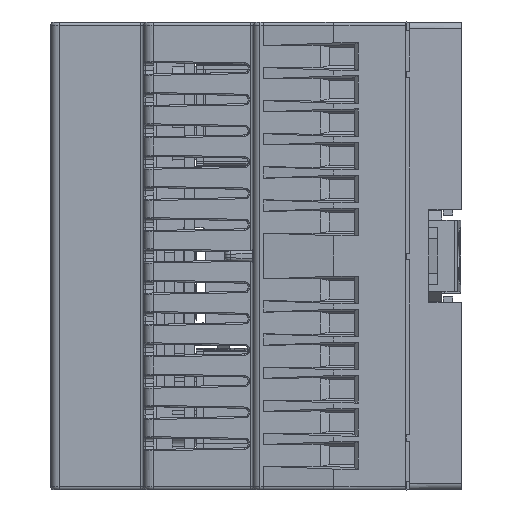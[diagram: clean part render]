
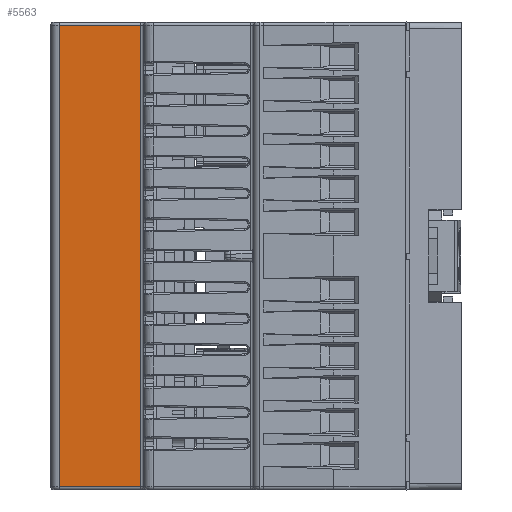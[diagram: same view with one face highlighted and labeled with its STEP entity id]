
A CAD part, left-side view. The second image highlights one B-rep face of the part: STEP entity #5563.
In plain terms, the highlighted planar face has unit normal (-0.999, 0.035, 0).
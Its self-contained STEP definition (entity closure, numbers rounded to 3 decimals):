
#5563=ADVANCED_FACE('',(#7615),#6708,.T.);
#6708=PLANE('',#40686);
#7615=FACE_OUTER_BOUND('',#9232,.T.);
#9232=EDGE_LOOP('',(#14908,#14909,#14910,#14911));
#14908=ORIENTED_EDGE('',*,*,#27717,.T.);
#14909=ORIENTED_EDGE('',*,*,#27706,.T.);
#14910=ORIENTED_EDGE('',*,*,#27714,.T.);
#14911=ORIENTED_EDGE('',*,*,#27681,.T.);
#22072=VERTEX_POINT('',#74423);
#22073=VERTEX_POINT('',#74427);
#22089=VERTEX_POINT('',#74473);
#22091=VERTEX_POINT('',#74479);
#27681=EDGE_CURVE('',#22073,#22072,#33058,.T.);
#27706=EDGE_CURVE('',#22091,#22089,#33062,.T.);
#27714=EDGE_CURVE('',#22089,#22073,#33066,.T.);
#27717=EDGE_CURVE('',#22072,#22091,#33069,.T.);
#33058=LINE('',#74426,#37174);
#33062=LINE('',#74478,#37178);
#33066=LINE('',#74493,#37182);
#33069=LINE('',#74497,#37185);
#37174=VECTOR('',#47850,1.);
#37178=VECTOR('',#47914,1.);
#37182=VECTOR('',#47932,1.);
#37185=VECTOR('',#47937,1.);
#40686=AXIS2_PLACEMENT_3D('',#74716,#48107,#48108);
#47850=DIRECTION('',(-0.035,-0.999,0.));
#47914=DIRECTION('',(0.035,0.999,0.));
#47932=DIRECTION('',(0.,0.,-1.));
#47937=DIRECTION('',(0.,0.,1.));
#48107=DIRECTION('',(-0.999,0.035,0.));
#48108=DIRECTION('',(-0.035,-0.999,0.));
#74423=CARTESIAN_POINT('',(-22.288,49.221,-35.4));
#74426=CARTESIAN_POINT('',(-22.305,48.739,-35.4));
#74427=CARTESIAN_POINT('',(-21.853,61.688,-35.4));
#74473=CARTESIAN_POINT('',(-21.853,61.688,35.4));
#74478=CARTESIAN_POINT('',(-22.305,48.739,35.4));
#74479=CARTESIAN_POINT('',(-22.288,49.221,35.4));
#74493=CARTESIAN_POINT('',(-21.853,61.688,0.));
#74497=CARTESIAN_POINT('',(-22.288,49.221,0.));
#74716=CARTESIAN_POINT('',(-22.305,48.739,0.));
